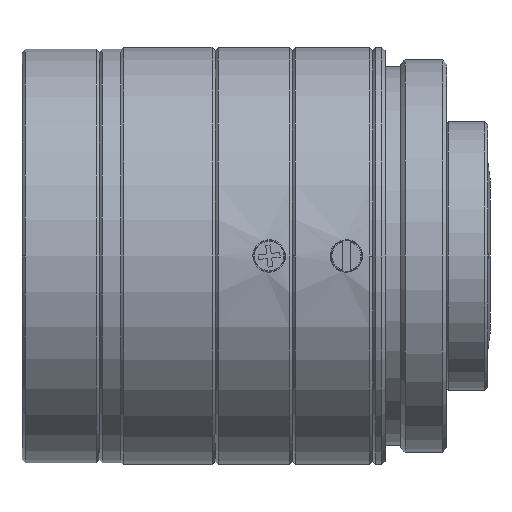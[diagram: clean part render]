
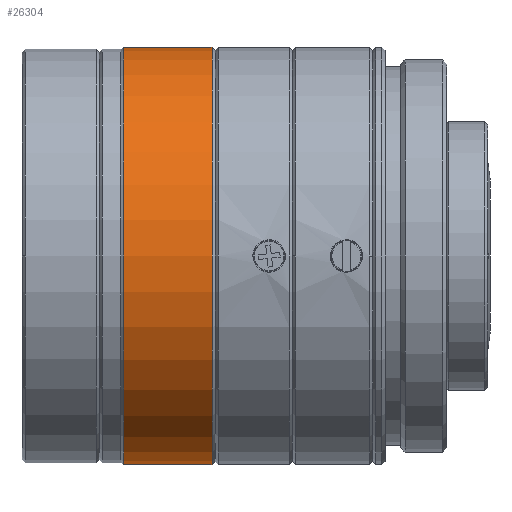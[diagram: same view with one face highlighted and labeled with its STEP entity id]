
A CAD part, front view. The second image highlights one B-rep face of the part: STEP entity #26304.
In plain terms, the highlighted cylindrical face has radius 13.5 mm (diameter 27 mm), a partial arc.
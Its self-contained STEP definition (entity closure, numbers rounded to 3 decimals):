
#632 = ORIENTED_EDGE ( 'NONE', *, *, #42764, .T. ) ;
#1250 = CARTESIAN_POINT ( 'NONE',  ( -13.9, 0., -13.5 ) ) ;
#1808 = LINE ( 'NONE', #8776, #52168 ) ;
#2761 = FACE_OUTER_BOUND ( 'NONE', #39372, .T. ) ;
#3242 = ORIENTED_EDGE ( 'NONE', *, *, #51416, .T. ) ;
#5275 = VERTEX_POINT ( 'NONE', #27966 ) ;
#5371 = VERTEX_POINT ( 'NONE', #16694 ) ;
#5573 = CARTESIAN_POINT ( 'NONE',  ( -19.627, 0., 0. ) ) ;
#6608 = CIRCLE ( 'NONE', #35998, 13.5 ) ;
#6856 = CARTESIAN_POINT ( 'NONE',  ( -19.627, 0., 0. ) ) ;
#8599 = DIRECTION ( 'NONE',  ( 1., 0., 0. ) ) ;
#8770 = CARTESIAN_POINT ( 'NONE',  ( -13.9, 0., 0. ) ) ;
#8776 = CARTESIAN_POINT ( 'NONE',  ( -19.627, 0., 13.5 ) ) ;
#14180 = LINE ( 'NONE', #44398, #44356 ) ;
#16694 = CARTESIAN_POINT ( 'NONE',  ( -19.627, 0., 13.5 ) ) ;
#19005 = DIRECTION ( 'NONE',  ( -1., 0., 0. ) ) ;
#23038 = DIRECTION ( 'NONE',  ( 0., -0.368, 0.93 ) ) ;
#25599 = DIRECTION ( 'NONE',  ( 1., 0., 0. ) ) ;
#26304 = ADVANCED_FACE ( 'NONE', ( #2761 ), #27877, .T. ) ;
#27877 = CYLINDRICAL_SURFACE ( 'NONE', #41073, 13.5 ) ;
#27966 = CARTESIAN_POINT ( 'NONE',  ( -19.627, 0., -13.5 ) ) ;
#28421 = CIRCLE ( 'NONE', #42146, 13.5 ) ;
#29327 = DIRECTION ( 'NONE',  ( -1., 0., 0. ) ) ;
#29819 = EDGE_CURVE ( 'NONE', #5371, #46983, #1808, .T. ) ;
#32509 = CARTESIAN_POINT ( 'NONE',  ( -13.9, 0., 13.5 ) ) ;
#33943 = VERTEX_POINT ( 'NONE', #1250 ) ;
#35369 = ORIENTED_EDGE ( 'NONE', *, *, #39665, .F. ) ;
#35998 = AXIS2_PLACEMENT_3D ( 'NONE', #6856, #19005, #23038 ) ;
#36481 = DIRECTION ( 'NONE',  ( 1., 0., 0. ) ) ;
#39372 = EDGE_LOOP ( 'NONE', ( #42027, #35369, #3242, #632 ) ) ;
#39665 = EDGE_CURVE ( 'NONE', #5275, #5371, #6608, .T. ) ;
#41073 = AXIS2_PLACEMENT_3D ( 'NONE', #5573, #25599, #50258 ) ;
#42027 = ORIENTED_EDGE ( 'NONE', *, *, #29819, .F. ) ;
#42146 = AXIS2_PLACEMENT_3D ( 'NONE', #8770, #29327, #49235 ) ;
#42764 = EDGE_CURVE ( 'NONE', #33943, #46983, #28421, .T. ) ;
#44356 = VECTOR ( 'NONE', #36481, 1000. ) ;
#44398 = CARTESIAN_POINT ( 'NONE',  ( -19.627, 0., -13.5 ) ) ;
#46983 = VERTEX_POINT ( 'NONE', #32509 ) ;
#49235 = DIRECTION ( 'NONE',  ( 0., -0.93, -0.368 ) ) ;
#50258 = DIRECTION ( 'NONE',  ( 0., 0., -1. ) ) ;
#51416 = EDGE_CURVE ( 'NONE', #5275, #33943, #14180, .T. ) ;
#52168 = VECTOR ( 'NONE', #8599, 1000. ) ;
